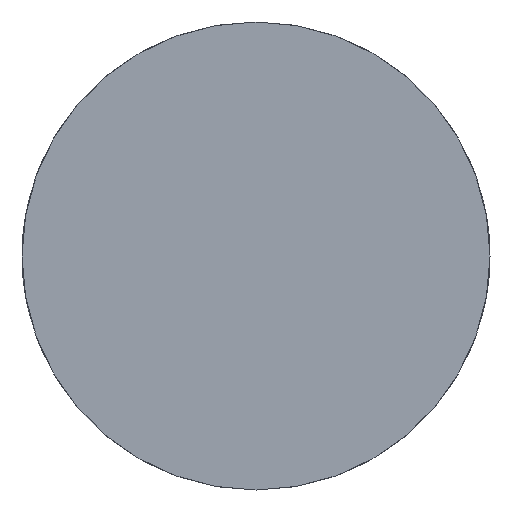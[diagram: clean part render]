
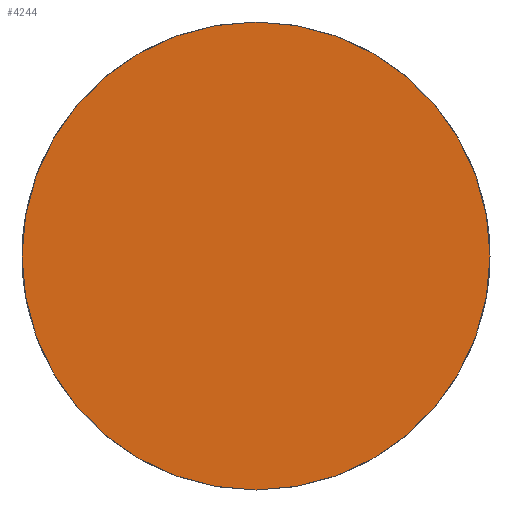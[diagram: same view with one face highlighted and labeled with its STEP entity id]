
A CAD part, front view. The second image highlights one B-rep face of the part: STEP entity #4244.
In plain terms, the highlighted planar face has unit normal (0, -1, 0).
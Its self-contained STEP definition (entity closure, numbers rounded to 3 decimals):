
#37 = ORIENTED_EDGE ( 'NONE', *, *, #3627, .T. ) ;
#56 = DIRECTION ( 'NONE',  ( 0., 0., -1. ) ) ;
#826 = DIRECTION ( 'NONE',  ( 0., -1., 0. ) ) ;
#847 = CARTESIAN_POINT ( 'NONE',  ( 0., 0., -40. ) ) ;
#930 = ORIENTED_EDGE ( 'NONE', *, *, #5045, .T. ) ;
#1319 = CARTESIAN_POINT ( 'NONE',  ( 0., 0., 40. ) ) ;
#1927 = CIRCLE ( 'NONE', #4495, 40. ) ;
#2017 = DIRECTION ( 'NONE',  ( 0., 0., -1. ) ) ;
#2218 = PLANE ( 'NONE',  #3317 ) ;
#2828 = VERTEX_POINT ( 'NONE', #1319 ) ;
#2951 = VERTEX_POINT ( 'NONE', #847 ) ;
#3317 = AXIS2_PLACEMENT_3D ( 'NONE', #4958, #5468, #3906 ) ;
#3627 = EDGE_CURVE ( 'NONE', #2951, #2828, #1927, .T. ) ;
#3662 = CARTESIAN_POINT ( 'NONE',  ( 0., 0., 0. ) ) ;
#3906 = DIRECTION ( 'NONE',  ( 1., 0., 0. ) ) ;
#4153 = EDGE_LOOP ( 'NONE', ( #37, #930 ) ) ;
#4192 = CIRCLE ( 'NONE', #4439, 40. ) ;
#4244 = ADVANCED_FACE ( 'NONE', ( #5543 ), #2218, .T. ) ;
#4439 = AXIS2_PLACEMENT_3D ( 'NONE', #3662, #826, #2017 ) ;
#4473 = DIRECTION ( 'NONE',  ( 0., -1., 0. ) ) ;
#4495 = AXIS2_PLACEMENT_3D ( 'NONE', #5044, #4473, #56 ) ;
#4958 = CARTESIAN_POINT ( 'NONE',  ( -41.6, 0., -41.614 ) ) ;
#5044 = CARTESIAN_POINT ( 'NONE',  ( 0., 0., 0. ) ) ;
#5045 = EDGE_CURVE ( 'NONE', #2828, #2951, #4192, .T. ) ;
#5468 = DIRECTION ( 'NONE',  ( 0., -1., 0. ) ) ;
#5543 = FACE_OUTER_BOUND ( 'NONE', #4153, .T. ) ;
